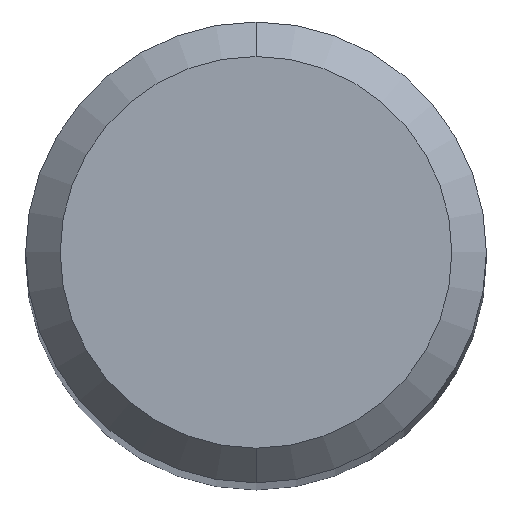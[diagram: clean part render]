
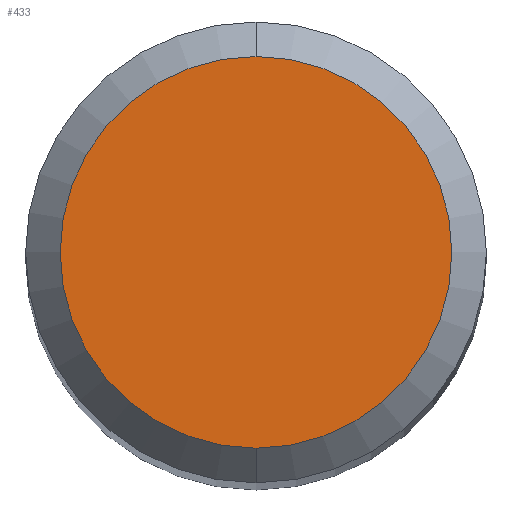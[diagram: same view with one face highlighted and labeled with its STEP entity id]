
A CAD part, top view. The second image highlights one B-rep face of the part: STEP entity #433.
In plain terms, the highlighted planar face has unit normal (0, 0, 1).
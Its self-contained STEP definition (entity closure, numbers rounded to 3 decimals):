
#373=VERTEX_POINT('',#699);
#397=EDGE_CURVE('',#373,#401,#725,.T.);
#401=VERTEX_POINT('',#729);
#433=ADVANCED_FACE('',(#767),#768,.T.);
#461=EDGE_CURVE('',#401,#373,#798,.T.);
#699=CARTESIAN_POINT('',(0.0,1.7,0.0));
#725=CIRCLE('',#1332,1.7);
#729=CARTESIAN_POINT('',(0.,-1.7,0.0));
#767=FACE_OUTER_BOUND('',#1386,.T.);
#768=PLANE('',#1387);
#798=CIRCLE('',#1439,1.7);
#1332=AXIS2_PLACEMENT_3D('',#1713,#1714,#1715);
#1386=EDGE_LOOP('',(#1777,#1778));
#1387=AXIS2_PLACEMENT_3D('',#1779,#1780,#1781);
#1439=AXIS2_PLACEMENT_3D('',#1801,#1802,#1803);
#1713=CARTESIAN_POINT('',(0.0,0.0,0.0));
#1714=DIRECTION('',(0.0,0.0,-1.0));
#1715=DIRECTION('',(0.0,1.0,0.0));
#1777=ORIENTED_EDGE('',*,*,#397,.F.);
#1778=ORIENTED_EDGE('',*,*,#461,.F.);
#1779=CARTESIAN_POINT('',(0.0,0.85,0.0));
#1780=DIRECTION('',(-0.0,0.0,1.0));
#1781=DIRECTION('',(0.0,-1.0,0.0));
#1801=CARTESIAN_POINT('',(0.0,0.0,0.0));
#1802=DIRECTION('',(0.0,0.0,-1.0));
#1803=DIRECTION('',(0.0,1.0,0.0));
